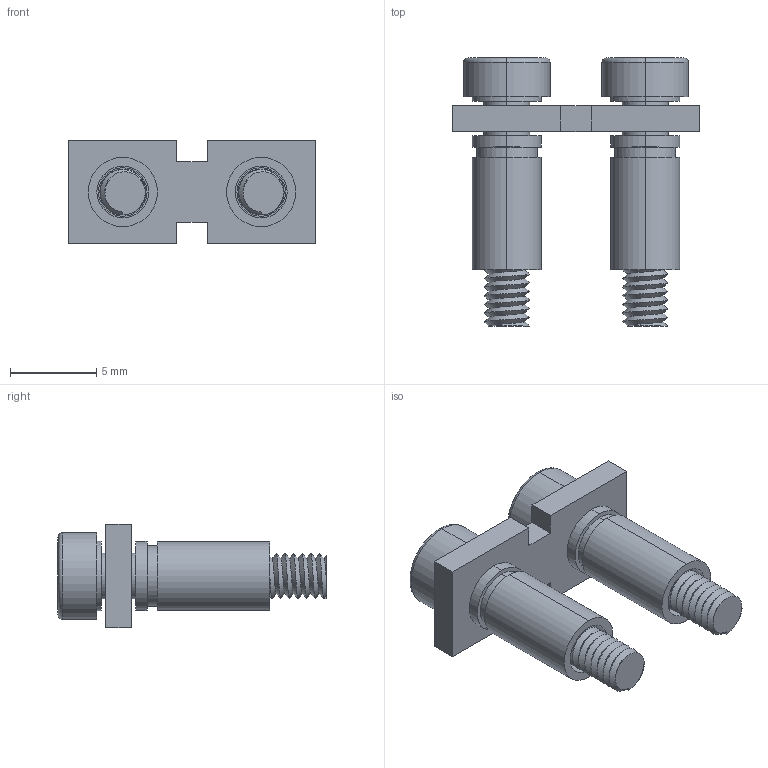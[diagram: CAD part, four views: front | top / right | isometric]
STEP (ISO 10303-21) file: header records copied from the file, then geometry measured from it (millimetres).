
FILE_DESCRIPTION (( 'STEP AP214' ), '1' );
FILE_NAME ('KN-2J8.step', '2015-05-04T11:21:30', ( '' ), ( '' ), 'SwSTEP 2.0', 'SolidWorks 2014', '' );
FILE_SCHEMA (( 'AUTOMOTIVE_DESIGN' ));
Length unit declared in the file: millimetre
Products named in the file (1): KN-2J8
Bounding box: 14.25 x 15.5 x 6 mm (x, y, z)
Volume: 401 mm3; surface area: 1109.2 mm2
Topology: 7 solids, 7 shells, 100 faces, 224 edges, 146 vertices
Faces by surface type: plane 46, cylinder 42, bspline 8, torus 4
Entity records: 4730 total; most frequent: CARTESIAN_POINT 2065, DIRECTION 484, ORIENTED_EDGE 448, EDGE_CURVE 224, AXIS2_PLACEMENT_3D 187, VERTEX_POINT 146, EDGE_LOOP 120, LINE 110
